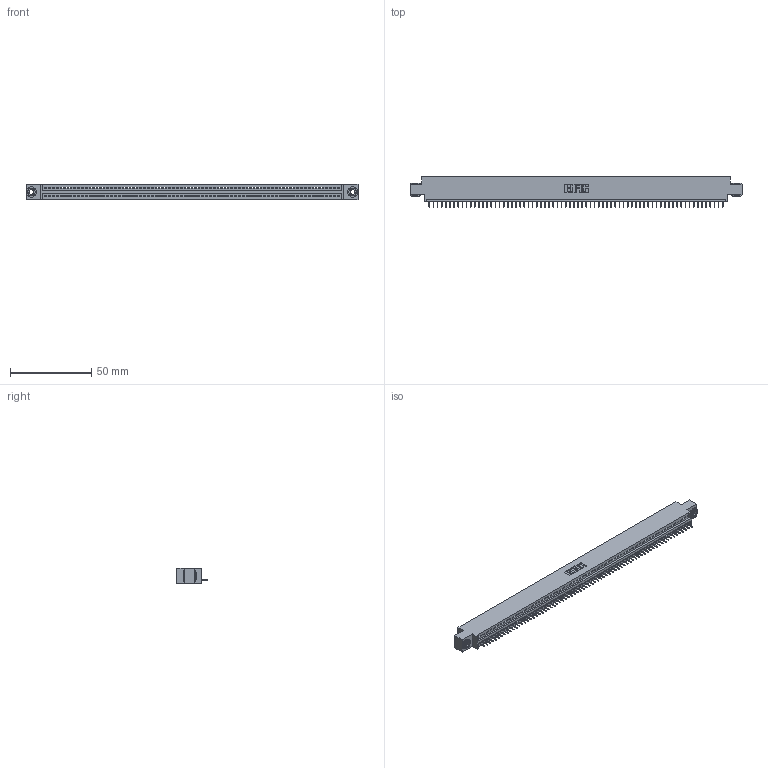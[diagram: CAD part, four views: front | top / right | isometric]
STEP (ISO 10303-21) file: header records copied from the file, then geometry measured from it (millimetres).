
FILE_DESCRIPTION (( 'STEP AP203' ), '1' );
FILE_NAME ('845-072-525-603.STEP', '2020-09-23T23:34:14', ( '' ), ( '' ), 'SwSTEP 2.0', 'SolidWorks 2020', '' );
FILE_SCHEMA (( 'CONFIG_CONTROL_DESIGN' ));
Length unit declared in the file: inch
Products named in the file (4): 345-250-002_345-250-002-102; 345-292-001_345-293-125; 845-072-525-603; 845 Part_0.170 Offset - 0.156 Dia-TH
Assembly tree (75 placements, depth 2):
  845-072-525-603
    845 Part_0.170 Offset - 0.156 Dia-TH
    345-292-001_345-293-125  x72
    345-250-002_345-250-002-102  x2
Bounding box: 204.09 x 18.72 x 9.4 mm (x, y, z)
Volume: 19242.4 mm3; surface area: 25339.8 mm2
Topology: 75 solids, 75 shells, 4632 faces, 13389 edges, 8634 vertices
Faces by surface type: plane 3406, cylinder 1218, cone 8
Entity records: 51006 total; most frequent: CARTESIAN_POINT 8811, ORIENTED_EDGE 8810, DIRECTION 7683, EDGE_CURVE 4405, VECTOR 3965, LINE 3965, VERTEX_POINT 2930, AXIS2_PLACEMENT_3D 1859
